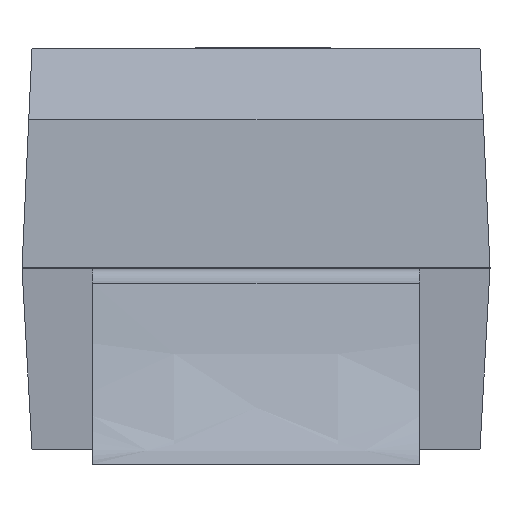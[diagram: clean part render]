
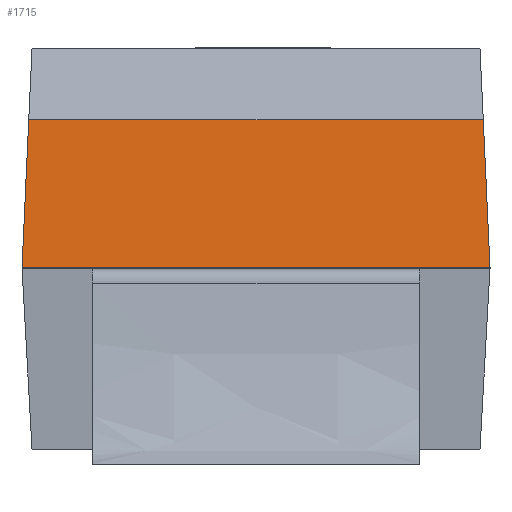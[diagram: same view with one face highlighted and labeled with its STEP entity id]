
A CAD part, left-side view. The second image highlights one B-rep face of the part: STEP entity #1715.
In plain terms, the highlighted planar face has unit normal (-0.999, 0, 0.046).
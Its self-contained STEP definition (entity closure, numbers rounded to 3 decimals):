
#1715=ADVANCED_FACE('',(#3062),#3064,.F.);
#3062=FACE_BOUND('',#3063,.T.);
#3063=EDGE_LOOP('',(#4502,#4503,#4504,#4505));
#3064=PLANE('',#3065);
#3065=AXIS2_PLACEMENT_3D('',#3066,#3067,#3068);
#3066=CARTESIAN_POINT('',(-2.866,-1.575,2.063));
#3067=DIRECTION('',(0.999,0.,-0.046));
#3068=DIRECTION('',(0.,1.,0.));
#4502=ORIENTED_EDGE('',*,*,#5113,.T.);
#4503=ORIENTED_EDGE('',*,*,#5114,.F.);
#4504=ORIENTED_EDGE('',*,*,#5115,.F.);
#4505=ORIENTED_EDGE('',*,*,#5116,.T.);
#5113=EDGE_CURVE('',#5919,#5920,#5921,.T.);
#5114=EDGE_CURVE('',#5922,#5920,#5923,.T.);
#5115=EDGE_CURVE('',#5924,#5922,#5925,.T.);
#5116=EDGE_CURVE('',#5924,#5919,#5926,.T.);
#5919=VERTEX_POINT('',#7645);
#5920=VERTEX_POINT('',#7646);
#5921=LINE('',#7647,#7648);
#5922=VERTEX_POINT('',#7650);
#5923=LINE('',#7651,#7652);
#5924=VERTEX_POINT('',#7654);
#5925=LINE('',#7655,#7656);
#5926=LINE('',#7658,#7659);
#7645=CARTESIAN_POINT('',(-2.855,-1.53,2.317));
#7646=CARTESIAN_POINT('',(-2.855,1.53,2.317));
#7647=CARTESIAN_POINT('',(-2.855,-1.53,2.317));
#7648=VECTOR('',#7649,1.);
#7649=DIRECTION('',(0.,1.,0.));
#7650=CARTESIAN_POINT('',(-2.9,1.575,1.325));
#7651=CARTESIAN_POINT('',(-2.9,1.575,1.325));
#7652=VECTOR('',#7653,1.);
#7653=DIRECTION('',(0.046,-0.046,0.998));
#7654=CARTESIAN_POINT('',(-2.9,-1.575,1.325));
#7655=CARTESIAN_POINT('',(-2.9,-1.575,1.325));
#7656=VECTOR('',#7657,1.);
#7657=DIRECTION('',(0.,1.,0.));
#7658=CARTESIAN_POINT('',(-2.9,-1.575,1.325));
#7659=VECTOR('',#7660,1.);
#7660=DIRECTION('',(0.046,0.046,0.998));
